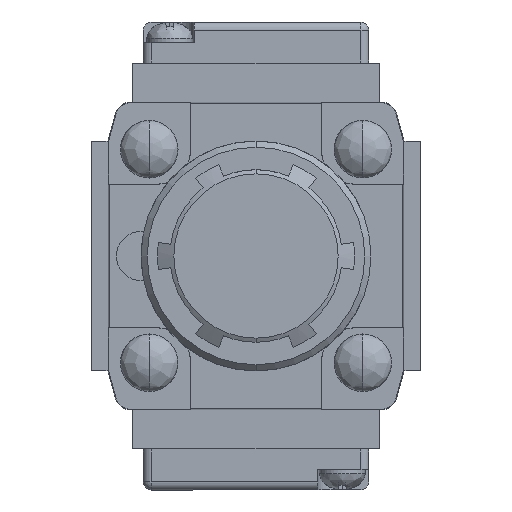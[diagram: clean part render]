
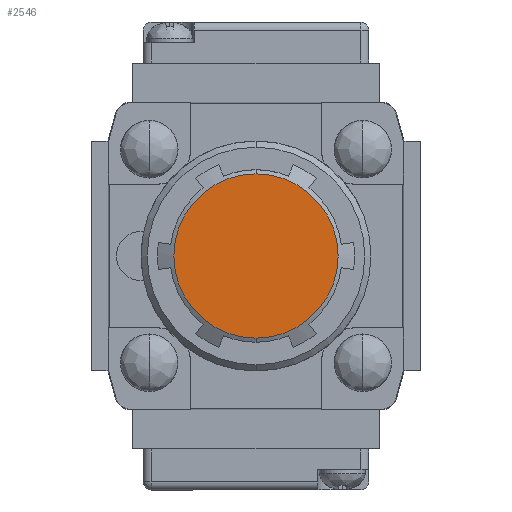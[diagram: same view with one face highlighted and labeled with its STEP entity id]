
A CAD part, front view. The second image highlights one B-rep face of the part: STEP entity #2546.
In plain terms, the highlighted planar face has unit normal (0, -1, 0).
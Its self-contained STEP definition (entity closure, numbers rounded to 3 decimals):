
#212 = DIRECTION ( 'NONE',  ( 0., 0., -1. ) ) ;
#337 = CARTESIAN_POINT ( 'NONE',  ( 0., -67.4, 0. ) ) ;
#589 = FACE_OUTER_BOUND ( 'NONE', #9088, .T. ) ;
#1320 = CARTESIAN_POINT ( 'NONE',  ( 0., -67.4, -10. ) ) ;
#2546 = ADVANCED_FACE ( 'NONE', ( #589 ), #5522, .T. ) ;
#3581 = ORIENTED_EDGE ( 'NONE', *, *, #10670, .F. ) ;
#3827 = DIRECTION ( 'NONE',  ( 0., -1., 0. ) ) ;
#3845 = ORIENTED_EDGE ( 'NONE', *, *, #4217, .F. ) ;
#4217 = EDGE_CURVE ( 'NONE', #5144, #11876, #6783, .T. ) ;
#4923 = CIRCLE ( 'NONE', #10443, 10. ) ;
#5144 = VERTEX_POINT ( 'NONE', #1320 ) ;
#5522 = PLANE ( 'NONE',  #11011 ) ;
#5784 = DIRECTION ( 'NONE',  ( 0., 1., 0. ) ) ;
#6783 = CIRCLE ( 'NONE', #11181, 10. ) ;
#7259 = CARTESIAN_POINT ( 'NONE',  ( 0., -67.4, 10. ) ) ;
#7640 = CARTESIAN_POINT ( 'NONE',  ( 0., -67.4, 0. ) ) ;
#9088 = EDGE_LOOP ( 'NONE', ( #3581, #3845 ) ) ;
#9524 = DIRECTION ( 'NONE',  ( 0., 0., 1. ) ) ;
#9600 = DIRECTION ( 'NONE',  ( 0., 0., 1. ) ) ;
#10443 = AXIS2_PLACEMENT_3D ( 'NONE', #7640, #5784, #9524 ) ;
#10670 = EDGE_CURVE ( 'NONE', #11876, #5144, #4923, .T. ) ;
#11011 = AXIS2_PLACEMENT_3D ( 'NONE', #11164, #3827, #212 ) ;
#11164 = CARTESIAN_POINT ( 'NONE',  ( -12., -67.4, 0. ) ) ;
#11181 = AXIS2_PLACEMENT_3D ( 'NONE', #337, #11364, #9600 ) ;
#11364 = DIRECTION ( 'NONE',  ( 0., 1., 0. ) ) ;
#11876 = VERTEX_POINT ( 'NONE', #7259 ) ;
